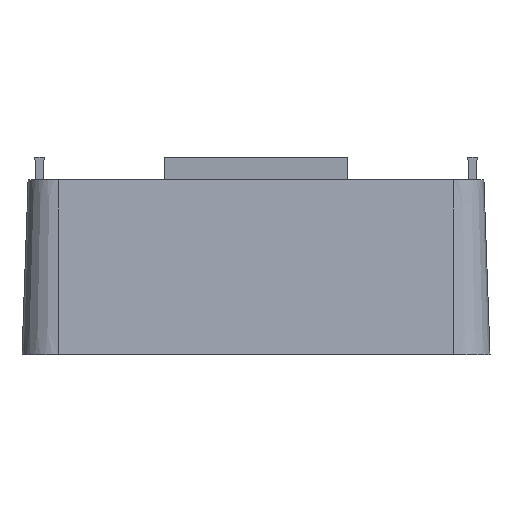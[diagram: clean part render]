
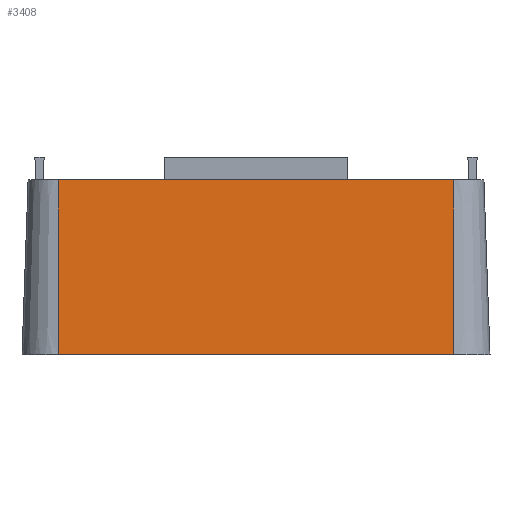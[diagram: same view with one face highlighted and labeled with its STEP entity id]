
A CAD part, left-side view. The second image highlights one B-rep face of the part: STEP entity #3408.
In plain terms, the highlighted planar face has unit normal (-0.999, 0, 0.035).
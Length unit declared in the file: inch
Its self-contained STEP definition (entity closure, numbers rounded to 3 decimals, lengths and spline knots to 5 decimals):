
#1420=CARTESIAN_POINT('',(0.00483,3.72407,-1.4375));
#1421=VERTEX_POINT('',#1420);
#1422=CARTESIAN_POINT('',(0.00483,0.47407,-1.4375));
#1423=VERTEX_POINT('',#1422);
#1424=CARTESIAN_POINT('',(0.00483,3.72407,-1.4375));
#1425=DIRECTION('',(0.0,-1.0,0.0));
#1426=VECTOR('',#1425,3.25);
#1427=LINE('',#1424,#1426);
#1428=EDGE_CURVE('',#1421,#1423,#1427,.T.);
#3365=CARTESIAN_POINT('',(0.05503,3.72407,0.0));
#3366=VERTEX_POINT('',#3365);
#3367=CARTESIAN_POINT('',(0.05503,3.72407,0.0));
#3368=DIRECTION('',(-0.035,0.0,-0.999));
#3369=VECTOR('',#3368,1.43838);
#3370=LINE('',#3367,#3369);
#3371=EDGE_CURVE('',#3366,#1421,#3370,.T.);
#3385=CARTESIAN_POINT('',(0.05503,3.72407,0.0));
#3386=DIRECTION('',(-0.999,0.,0.035));
#3387=DIRECTION('',(0.0,1.0,0.0));
#3388=AXIS2_PLACEMENT_3D('',#3385,#3386,#3387);
#3389=PLANE('',#3388);
#3390=CARTESIAN_POINT('',(0.05503,0.47407,0.0));
#3391=VERTEX_POINT('',#3390);
#3392=CARTESIAN_POINT('',(0.05503,0.47407,0.0));
#3393=DIRECTION('',(-0.035,0.0,-0.999));
#3394=VECTOR('',#3393,1.43838);
#3395=LINE('',#3392,#3394);
#3396=EDGE_CURVE('',#3391,#1423,#3395,.T.);
#3397=ORIENTED_EDGE('',*,*,#3396,.F.);
#3398=CARTESIAN_POINT('',(0.05503,3.72407,0.0));
#3399=DIRECTION('',(0.0,-1.0,0.0));
#3400=VECTOR('',#3399,3.25);
#3401=LINE('',#3398,#3400);
#3402=EDGE_CURVE('',#3366,#3391,#3401,.T.);
#3403=ORIENTED_EDGE('',*,*,#3402,.F.);
#3404=ORIENTED_EDGE('',*,*,#3371,.T.);
#3405=ORIENTED_EDGE('',*,*,#1428,.T.);
#3406=EDGE_LOOP('',(#3397,#3403,#3404,#3405));
#3407=FACE_OUTER_BOUND('',#3406,.T.);
#3408=ADVANCED_FACE('',(#3407),#3389,.T.);
